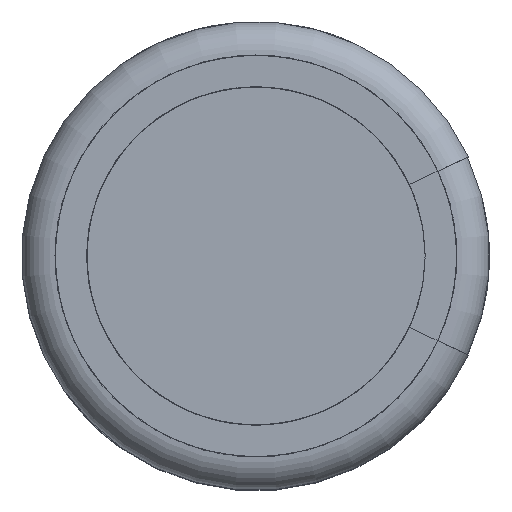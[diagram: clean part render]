
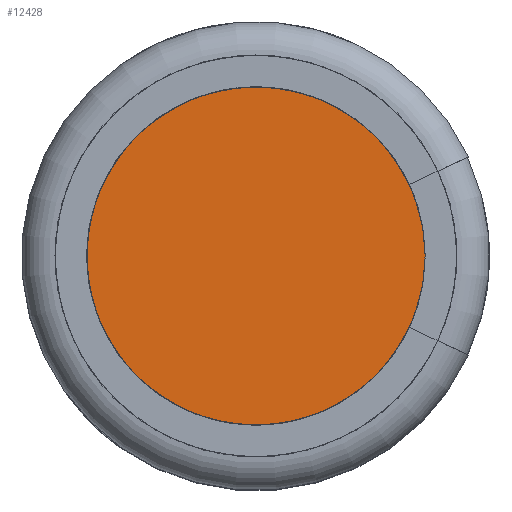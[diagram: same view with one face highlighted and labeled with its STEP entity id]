
A CAD part, top view. The second image highlights one B-rep face of the part: STEP entity #12428.
In plain terms, the highlighted planar face has unit normal (0, 0, 1).
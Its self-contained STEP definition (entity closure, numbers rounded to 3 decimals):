
#545=CIRCLE('',#13240,2.702);
#3243=ORIENTED_EDGE('',*,*,#4506,.F.);
#4506=EDGE_CURVE('',#5365,#5365,#545,.T.);
#5365=VERTEX_POINT('',#21617);
#7423=EDGE_LOOP('',(#3243));
#8047=FACE_BOUND('',#7423,.T.);
#8391=PLANE('',#13239);
#12428=ADVANCED_FACE('',(#8047),#8391,.T.);
#13239=AXIS2_PLACEMENT_3D('',#21615,#15560,#15561);
#13240=AXIS2_PLACEMENT_3D('',#21616,#15562,#15563);
#15560=DIRECTION('',(0.,0.,1.));
#15561=DIRECTION('',(1.,0.,0.));
#15562=DIRECTION('',(0.,0.,-1.));
#15563=DIRECTION('',(-1.,0.,0.));
#21615=CARTESIAN_POINT('',(-2.702,0.,4.98));
#21616=CARTESIAN_POINT('',(0.,0.,4.98));
#21617=CARTESIAN_POINT('',(-2.702,0.,4.98));
